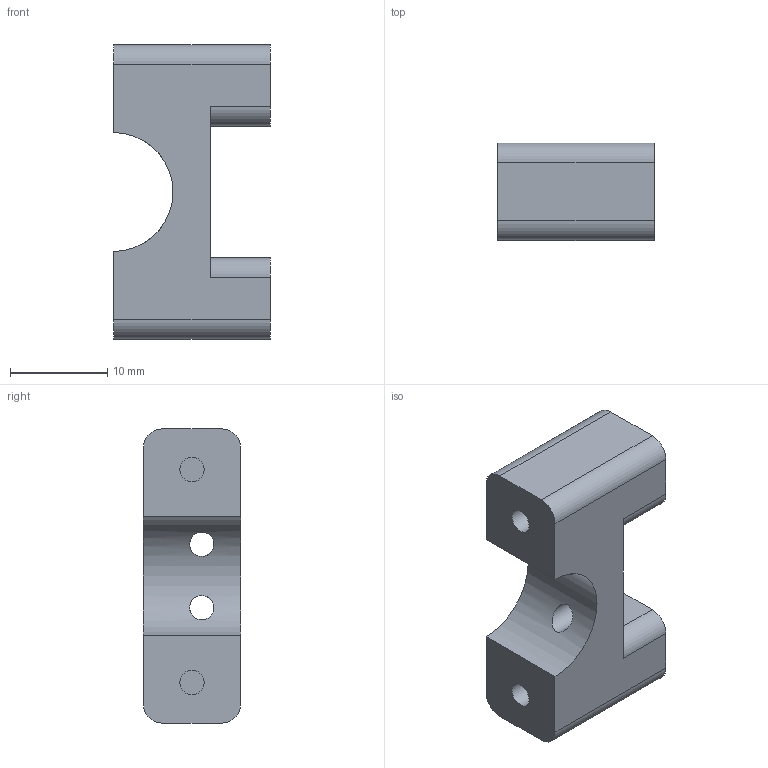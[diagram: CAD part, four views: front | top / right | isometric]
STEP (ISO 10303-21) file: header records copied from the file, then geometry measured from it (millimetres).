
FILE_DESCRIPTION(/* description */ (''),/* implementation_level */ '2;1');
FILE_NAME(/* name */ 'Z Endstop Mount.stp',/* time_stamp */ '2019-04-02T19:29:25+01:00',/* author */ ('Ax'),/* organization */ (''),/* preprocessor_version */ 'ST-DEVELOPER v17.2',/* originating_system */ 'Autodesk Inventor 2019',/* authorisation */ '');
FILE_SCHEMA (('AUTOMOTIVE_DESIGN { 1 0 10303 214 3 1 1 }'));
Length unit declared in the file: millimetre
Products named in the file (1): Z Endstop Mount
Bounding box: 16.1 x 10 x 30.2 mm (x, y, z)
Volume: 3218.9 mm3; surface area: 1935.9 mm2
Topology: 1 solids, 1 shells, 26 faces, 74 edges, 52 vertices
Faces by surface type: cylinder 13, plane 13
Full cylindrical faces by diameter (mm): 2.5 x4
Entity records: 989 total; most frequent: CARTESIAN_POINT 229, DIRECTION 154, ORIENTED_EDGE 148, EDGE_CURVE 74, AXIS2_PLACEMENT_3D 57, VERTEX_POINT 52, LINE 40, VECTOR 40
